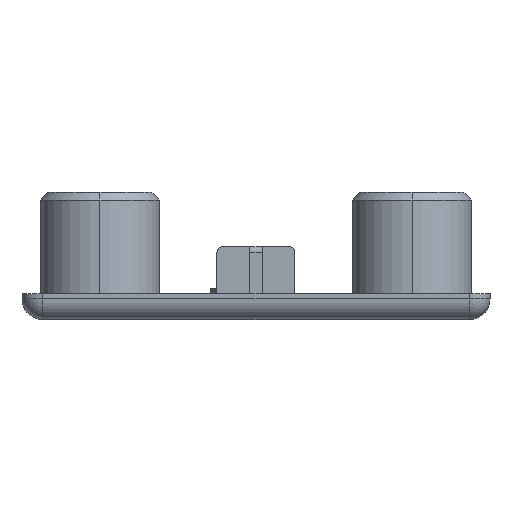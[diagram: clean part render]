
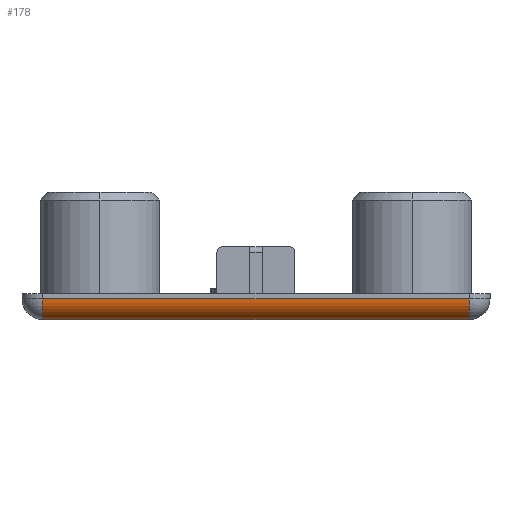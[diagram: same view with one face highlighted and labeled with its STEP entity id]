
A CAD part, left-side view. The second image highlights one B-rep face of the part: STEP entity #178.
In plain terms, the highlighted cylindrical face has radius 2 mm (diameter 4 mm), a partial arc.
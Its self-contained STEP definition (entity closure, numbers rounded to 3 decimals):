
#178 = ADVANCED_FACE ( 'NONE', ( #2650 ), #2637, .T. ) ;
#273 = DIRECTION ( 'NONE',  ( 0., 1., 0. ) ) ;
#274 = CARTESIAN_POINT ( 'NONE',  ( -43., 22.5, 0. ) ) ;
#331 = DIRECTION ( 'NONE',  ( 0., -1., 0. ) ) ;
#337 = CARTESIAN_POINT ( 'NONE',  ( -45., -22.5, 2. ) ) ;
#463 = DIRECTION ( 'NONE',  ( 0., -1., 0. ) ) ;
#465 = DIRECTION ( 'NONE',  ( 0., 0., -1. ) ) ;
#468 = CARTESIAN_POINT ( 'NONE',  ( -43., -20.5, 2. ) ) ;
#475 = DIRECTION ( 'NONE',  ( 0., -1., 0. ) ) ;
#481 = DIRECTION ( 'NONE',  ( 0., 0., 1. ) ) ;
#482 = CARTESIAN_POINT ( 'NONE',  ( -43., 20.5, 2. ) ) ;
#669 = ORIENTED_EDGE ( 'NONE', *, *, #3496, .T. ) ;
#670 = ORIENTED_EDGE ( 'NONE', *, *, #3478, .F. ) ;
#671 = ORIENTED_EDGE ( 'NONE', *, *, #3498, .F. ) ;
#672 = ORIENTED_EDGE ( 'NONE', *, *, #3464, .F. ) ;
#1060 = EDGE_LOOP ( 'NONE', ( #669, #670, #671, #672 ) ) ;
#1166 = VERTEX_POINT ( 'NONE', #1712 ) ;
#1170 = VERTEX_POINT ( 'NONE', #1707 ) ;
#1234 = VERTEX_POINT ( 'NONE', #1656 ) ;
#1241 = VERTEX_POINT ( 'NONE', #1651 ) ;
#1651 = CARTESIAN_POINT ( 'NONE',  ( -45., 20.5, 2. ) ) ;
#1656 = CARTESIAN_POINT ( 'NONE',  ( -45., -20.5, 2. ) ) ;
#1707 = CARTESIAN_POINT ( 'NONE',  ( -43., -20.5, 0. ) ) ;
#1712 = CARTESIAN_POINT ( 'NONE',  ( -43., 20.5, 0. ) ) ;
#1834 = AXIS2_PLACEMENT_3D ( 'NONE', #482, #475, #481 ) ;
#1836 = AXIS2_PLACEMENT_3D ( 'NONE', #468, #463, #465 ) ;
#1895 = AXIS2_PLACEMENT_3D ( 'NONE', #3233, #3236, #3241 ) ;
#2467 = VECTOR ( 'NONE', #331, 1000. ) ;
#2469 = LINE ( 'NONE', #337, #2467 ) ;
#2637 = CYLINDRICAL_SURFACE ( 'NONE', #1895, 2. ) ;
#2650 = FACE_OUTER_BOUND ( 'NONE', #1060, .T. ) ;
#2951 = LINE ( 'NONE', #274, #2954 ) ;
#2954 = VECTOR ( 'NONE', #273, 1000. ) ;
#2972 = CIRCLE ( 'NONE', #1834, 2. ) ;
#2973 = CIRCLE ( 'NONE', #1836, 2. ) ;
#3233 = CARTESIAN_POINT ( 'NONE',  ( -43., -22.5, 2. ) ) ;
#3236 = DIRECTION ( 'NONE',  ( 0., -1., 0. ) ) ;
#3241 = DIRECTION ( 'NONE',  ( 0., 0., -1. ) ) ;
#3464 = EDGE_CURVE ( 'NONE', #1241, #1234, #2469, .T. ) ;
#3478 = EDGE_CURVE ( 'NONE', #1170, #1166, #2951, .T. ) ;
#3496 = EDGE_CURVE ( 'NONE', #1241, #1166, #2972, .T. ) ;
#3498 = EDGE_CURVE ( 'NONE', #1234, #1170, #2973, .T. ) ;
